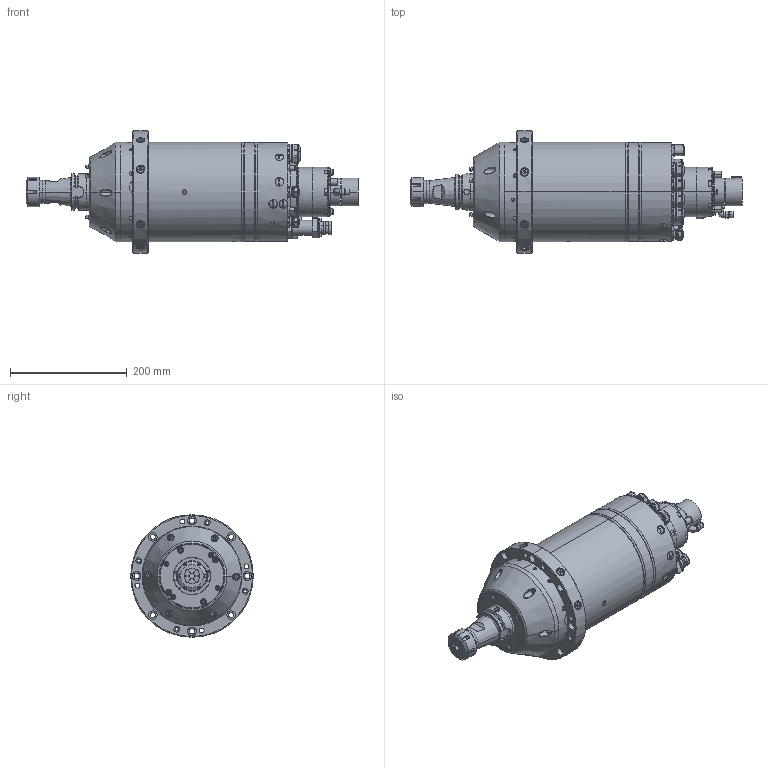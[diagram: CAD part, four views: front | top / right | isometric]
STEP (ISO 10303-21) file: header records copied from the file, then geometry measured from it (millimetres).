
FILE_DESCRIPTION (( 'STEP AP203' ), '1' );
FILE_NAME ('170AI22FHIKW-00-.STEP', '2013-07-15T09:19:06', ( '' ), ( '' ), 'SwSTEP 2.0', 'SolidWorks 2012', '' );
FILE_SCHEMA (( 'CONFIG_CONTROL_DESIGN' ));
Length unit declared in the file: millimetre
Products named in the file (1): 170AI22FHIKW-00-
Bounding box: 569.46 x 210 x 210 mm (x, y, z)
Surface area: 423005.1 mm2 (no closed solid volume)
Topology: 0 solids, 170 shells, 1784 faces, 5387 edges, 3750 vertices
Faces by surface type: plane 714, cylinder 708, cone 184, torus 136, bspline 24, sphere 18
Entity records: 68138 total; most frequent: CARTESIAN_POINT 19083, DIRECTION 10941, ORIENTED_EDGE 8767, EDGE_CURVE 5315, AXIS2_PLACEMENT_3D 4232, VERTEX_POINT 3738, VECTOR 2477, LINE 2477
